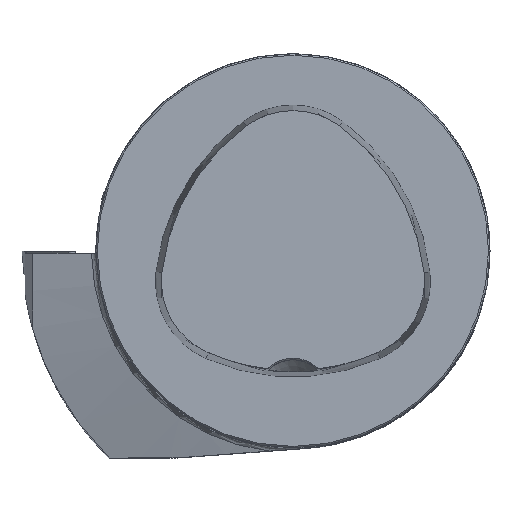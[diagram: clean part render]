
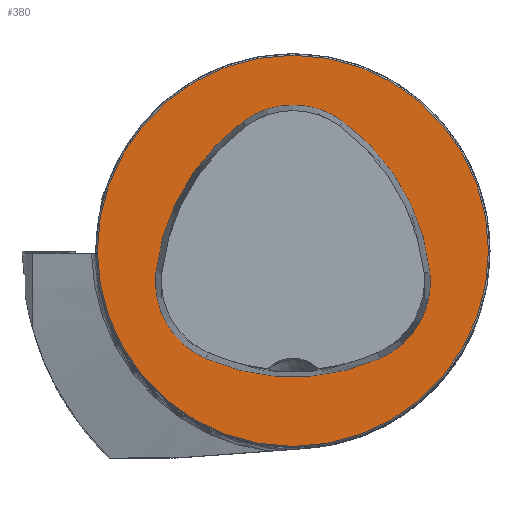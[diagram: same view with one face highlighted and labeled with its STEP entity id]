
A CAD part, top view. The second image highlights one B-rep face of the part: STEP entity #380.
In plain terms, the highlighted planar face has unit normal (0, 0, 1).
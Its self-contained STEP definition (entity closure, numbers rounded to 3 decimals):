
#116=FACE_BOUND('',#682,.T.);
#117=FACE_BOUND('',#683,.T.);
#299=CIRCLE('',#2384,44.075);
#301=CIRCLE('',#2387,44.075);
#302=CIRCLE('',#2388,17.075);
#303=CIRCLE('',#2389,44.075);
#304=CIRCLE('',#2390,17.075);
#305=CIRCLE('',#2391,17.075);
#306=CIRCLE('',#2392,39.7);
#380=ADVANCED_FACE('CU_FL_N1_SU_1',(#116,#117),#502,.T.);
#502=PLANE('',#2393);
#682=EDGE_LOOP('',(#972,#973,#974,#975,#976,#977));
#683=EDGE_LOOP('',(#978));
#972=ORIENTED_EDGE('',*,*,#1808,.F.);
#973=ORIENTED_EDGE('',*,*,#1809,.F.);
#974=ORIENTED_EDGE('',*,*,#1810,.F.);
#975=ORIENTED_EDGE('',*,*,#1811,.F.);
#976=ORIENTED_EDGE('',*,*,#1805,.F.);
#977=ORIENTED_EDGE('',*,*,#1812,.F.);
#978=ORIENTED_EDGE('',*,*,#1813,.T.);
#1583=VERTEX_POINT('',#3806);
#1584=VERTEX_POINT('',#3808);
#1586=VERTEX_POINT('',#3814);
#1587=VERTEX_POINT('',#3815);
#1588=VERTEX_POINT('',#3817);
#1589=VERTEX_POINT('',#3819);
#1590=VERTEX_POINT('',#3823);
#1805=EDGE_CURVE('',#1583,#1584,#299,.T.);
#1808=EDGE_CURVE('',#1586,#1587,#301,.T.);
#1809=EDGE_CURVE('',#1588,#1586,#302,.T.);
#1810=EDGE_CURVE('',#1589,#1588,#303,.T.);
#1811=EDGE_CURVE('',#1584,#1589,#304,.T.);
#1812=EDGE_CURVE('',#1587,#1583,#305,.T.);
#1813=EDGE_CURVE('',#1590,#1590,#306,.T.);
#2384=AXIS2_PLACEMENT_3D('',#3807,#2705,#2706);
#2387=AXIS2_PLACEMENT_3D('',#3813,#2712,#2713);
#2388=AXIS2_PLACEMENT_3D('',#3816,#2714,#2715);
#2389=AXIS2_PLACEMENT_3D('',#3818,#2716,#2717);
#2390=AXIS2_PLACEMENT_3D('',#3820,#2718,#2719);
#2391=AXIS2_PLACEMENT_3D('',#3821,#2720,#2721);
#2392=AXIS2_PLACEMENT_3D('',#3822,#2722,#2723);
#2393=AXIS2_PLACEMENT_3D('',#3824,#2724,#2725);
#2705=DIRECTION('',(0.,0.,1.));
#2706=DIRECTION('',(1.,0.,0.));
#2712=DIRECTION('',(0.,0.,1.));
#2713=DIRECTION('',(1.,0.,0.));
#2714=DIRECTION('',(0.,0.,1.));
#2715=DIRECTION('',(1.,0.,0.));
#2716=DIRECTION('',(0.,0.,1.));
#2717=DIRECTION('',(1.,0.,0.));
#2718=DIRECTION('',(0.,0.,1.));
#2719=DIRECTION('',(1.,0.,0.));
#2720=DIRECTION('',(0.,0.,1.));
#2721=DIRECTION('',(1.,0.,0.));
#2722=DIRECTION('',(0.,0.,1.));
#2723=DIRECTION('',(1.,0.,0.));
#2724=DIRECTION('',(0.,0.,1.));
#2725=DIRECTION('',(1.,0.,0.));
#3806=CARTESIAN_POINT('',(-17.691,-21.869,0.));
#3807=CARTESIAN_POINT('',(0.,18.5,0.));
#3808=CARTESIAN_POINT('',(17.691,-21.869,0.));
#3813=CARTESIAN_POINT('',(15.993,-9.254,0.));
#3814=CARTESIAN_POINT('',(-10.114,26.257,0.));
#3815=CARTESIAN_POINT('',(-27.805,-4.317,0.));
#3816=CARTESIAN_POINT('',(0.,12.5,0.));
#3817=CARTESIAN_POINT('',(10.114,26.257,0.));
#3818=CARTESIAN_POINT('',(-15.993,-9.254,0.));
#3819=CARTESIAN_POINT('',(27.805,-4.317,0.));
#3820=CARTESIAN_POINT('',(10.837,-6.23,0.));
#3821=CARTESIAN_POINT('',(-10.837,-6.23,0.));
#3822=CARTESIAN_POINT('',(0.,0.,0.));
#3823=CARTESIAN_POINT('',(39.7,0.,0.));
#3824=CARTESIAN_POINT('',(0.,0.,0.));
